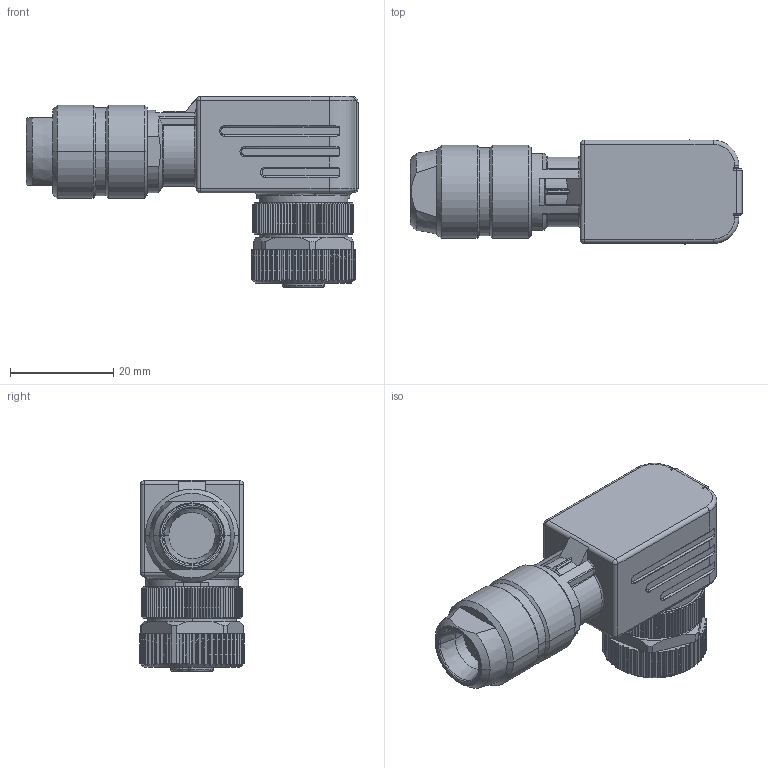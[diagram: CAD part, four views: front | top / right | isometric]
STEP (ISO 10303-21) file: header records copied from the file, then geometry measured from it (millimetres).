
FILE_DESCRIPTION((''),'2;1');
FILE_NAME('CAD-7309','2021-08-30T10:32:29',('creinig-se'),(''),'CREO PARAMETRIC BY PTC INC, 2019292','CREO PARAMETRIC BY PTC INC, 2019292','');
FILE_SCHEMA(('CONFIG_CONTROL_DESIGN','SHAPE_APPEARANCE_LAYERS_GROUPS'));
Length unit declared in the file: millimetre
Products named in the file (1): CAD-7309
Bounding box: 64.4 x 20.18 x 37.05 mm (x, y, z)
Volume: 22679 mm3; surface area: 7394.7 mm2
Topology: 1 solids, 1 shells, 1123 faces, 2865 edges, 1762 vertices
Faces by surface type: plane 479, cylinder 320, cone 239, extrusion 39, torus 36, sphere 8, bspline 2
Entity records: 47371 total; most frequent: CARTESIAN_POINT 10306, ORIENTED_EDGE 5714, DIRECTION 5260, PRESENTATION_STYLE_ASSIGNMENT 3065, STYLED_ITEM 2897, CURVE_STYLE 2896, EDGE_CURVE 2857, AXIS2_PLACEMENT_3D 2022
